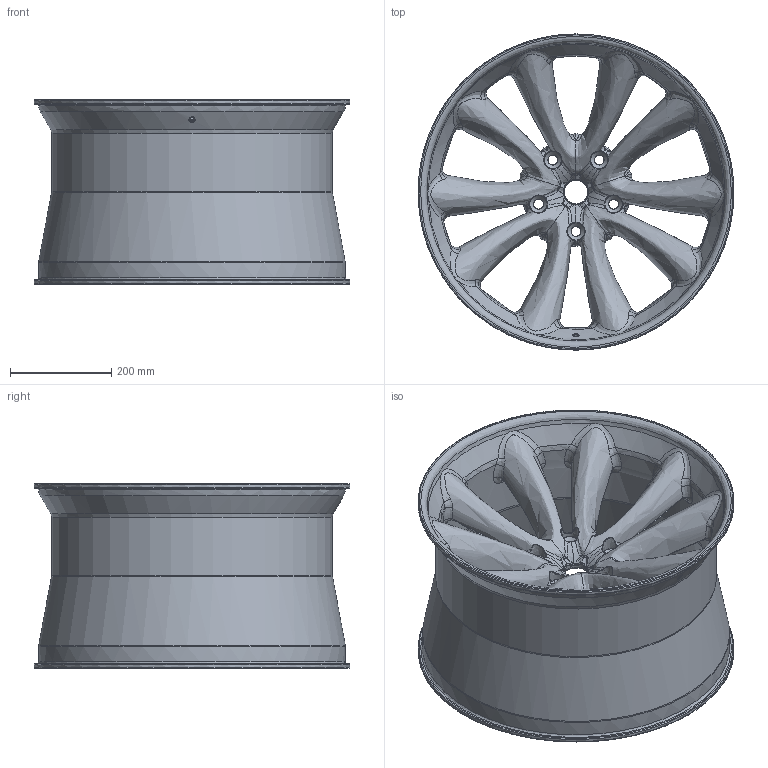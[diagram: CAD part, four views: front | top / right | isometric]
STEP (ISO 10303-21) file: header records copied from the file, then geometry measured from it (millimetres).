
FILE_DESCRIPTION(('FreeCAD Model'),'2;1');
FILE_NAME('Open CASCADE Shape Model','2025-05-04T11:02:53',('FreeCAD'),( 'FreeCAD'),'Open CASCADE STEP processor 7.6','FreeCAD','Unknown');
FILE_SCHEMA(('AUTOMOTIVE_DESIGN { 1 0 10303 214 1 1 1 1 }'));
Products named in the file (1): Open CASCADE STEP translator 7.6 1
Bounding box: 624.12 x 624.18 x 364.14 mm (x, y, z)
Volume: 11676845 mm3; surface area: 1825155.8 mm2
Topology: 1 solids, 1 shells, 707 faces, 1744 edges, 965 vertices
Faces by surface type: bspline 707
Entity records: 111357 total; most frequent: CARTESIAN_POINT 101402, ORIENTED_EDGE 3396, EDGE_CURVE 1698, B_SPLINE_CURVE_WITH_KNOTS 1108, VERTEX_POINT 965, FACE_BOUND 713, EDGE_LOOP 713, ADVANCED_FACE 707
